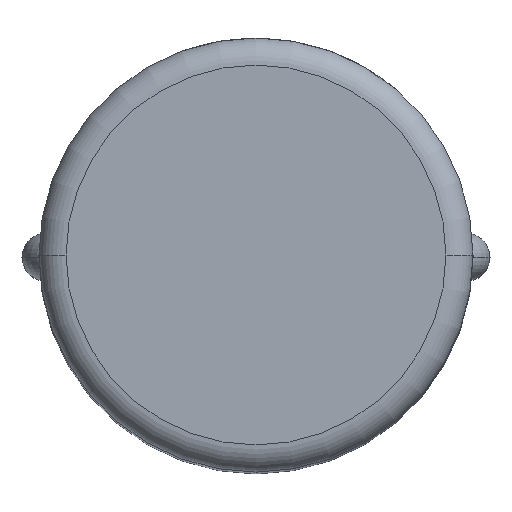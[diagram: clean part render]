
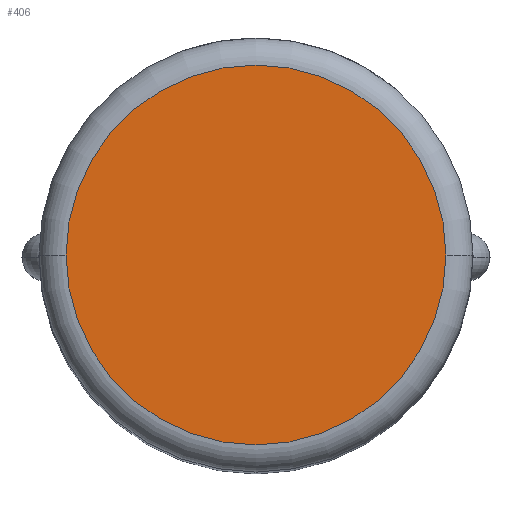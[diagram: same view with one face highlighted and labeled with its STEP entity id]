
A CAD part, top view. The second image highlights one B-rep face of the part: STEP entity #406.
In plain terms, the highlighted planar face has unit normal (0, 0, 1).
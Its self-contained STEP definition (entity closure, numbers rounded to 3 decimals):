
#192 = CARTESIAN_POINT ( 'NONE',  ( 0., 0., 8.275 ) ) ;
#193 = DIRECTION ( 'NONE',  ( 0., 0., 1. ) ) ;
#194 = DIRECTION ( 'NONE',  ( -1., 0., 0. ) ) ;
#361 = CIRCLE ( 'NONE', #1826, 1.4 ) ;
#406 = ADVANCED_FACE ( 'NONE', ( #1976 ), #2018, .F. ) ;
#434 = CIRCLE ( 'NONE', #1809, 1.4 ) ;
#562 = ORIENTED_EDGE ( 'NONE', *, *, #2395, .T. ) ;
#574 = ORIENTED_EDGE ( 'NONE', *, *, #2343, .T. ) ;
#698 = EDGE_LOOP ( 'NONE', ( #562, #574 ) ) ;
#1793 = CARTESIAN_POINT ( 'NONE',  ( 0., 0., 8.275 ) ) ;
#1794 = DIRECTION ( 'NONE',  ( 0., 0., 1. ) ) ;
#1795 = DIRECTION ( 'NONE',  ( -1., 0., 0. ) ) ;
#1809 = AXIS2_PLACEMENT_3D ( 'NONE', #192, #193, #194 ) ;
#1826 = AXIS2_PLACEMENT_3D ( 'NONE', #1793, #1794, #1795 ) ;
#1930 = AXIS2_PLACEMENT_3D ( 'NONE', #2019, #2020, #2021 ) ;
#1976 = FACE_OUTER_BOUND ( 'NONE', #698, .T. ) ;
#2018 = PLANE ( 'NONE',  #1930 ) ;
#2019 = CARTESIAN_POINT ( 'NONE',  ( 0., 0., 8.275 ) ) ;
#2020 = DIRECTION ( 'NONE',  ( 0., 0., -1. ) ) ;
#2021 = DIRECTION ( 'NONE',  ( -1., 0., 0. ) ) ;
#2146 = CARTESIAN_POINT ( 'NONE',  ( -1.4, 0., 8.275 ) ) ;
#2156 = CARTESIAN_POINT ( 'NONE',  ( 1.4, 0., 8.275 ) ) ;
#2251 = VERTEX_POINT ( 'NONE', #2146 ) ;
#2261 = VERTEX_POINT ( 'NONE', #2156 ) ;
#2343 = EDGE_CURVE ( 'NONE', #2261, #2251, #434, .T. ) ;
#2395 = EDGE_CURVE ( 'NONE', #2251, #2261, #361, .T. ) ;
